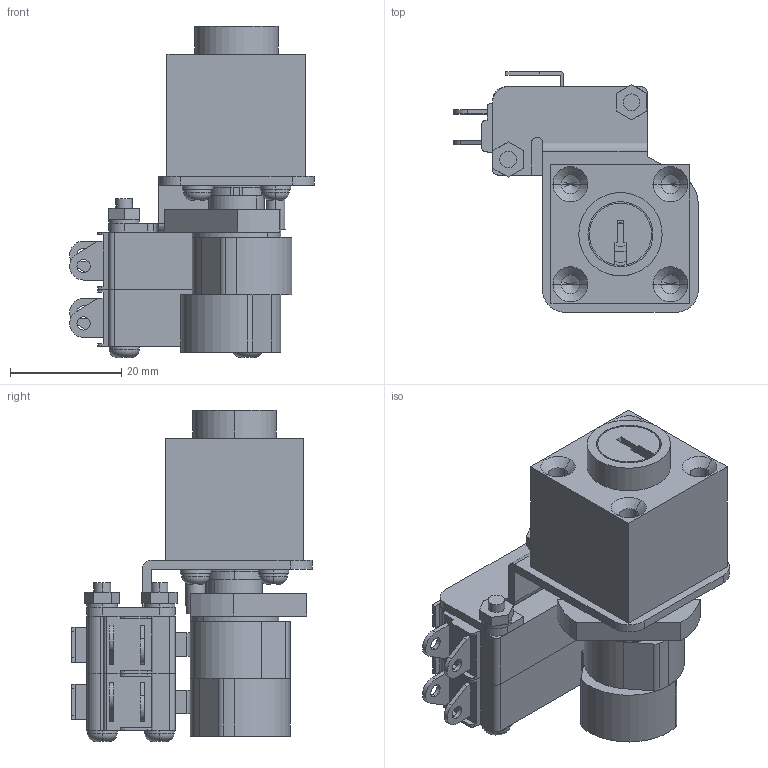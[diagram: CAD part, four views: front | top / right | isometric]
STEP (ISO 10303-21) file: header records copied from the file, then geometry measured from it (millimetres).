
FILE_DESCRIPTION (( 'STEP AP203' ), '1' );
FILE_NAME ('S-4-180-ABC-2.STEP', '2012-04-11T01:56:23', ( '11sw' ), ( 'タキゲン製造株式会社' ), 'SwSTEP 2.0', 'SolidWorks 2011', '' );
FILE_SCHEMA (( 'CONFIG_CONTROL_DESIGN' ));
Length unit declared in the file: millimetre
Products named in the file (7): S-4-180-ABC-2; S-4カム__ねじ付き; S-4僉乕僗僀僢僠__偹偠晅偒; S-4カム__標準; S-4キースイッチ__標準; S-4ストッパー_; S-4本体__180度回転
Assembly tree (6 placements, depth 2):
  S-4-180-ABC-2
    S-4カム__ねじ付き
    S-4僉乕僗僀僢僠__偹偠晅偒
    S-4カム__標準
    S-4キースイッチ__標準
    S-4本体__180度回転
    S-4ストッパー_
Bounding box: 44 x 43.3 x 59.6 mm (x, y, z)
Volume: 31215.7 mm3; surface area: 15568.3 mm2
Topology: 6 solids, 6 shells, 527 faces, 1391 edges, 908 vertices
Faces by surface type: plane 362, cylinder 137, cone 16, torus 12
Entity records: 17239 total; most frequent: CARTESIAN_POINT 3313, ORIENTED_EDGE 2766, DIRECTION 2692, EDGE_CURVE 1383, VECTOR 966, LINE 966, VERTEX_POINT 908, AXIS2_PLACEMENT_3D 863
